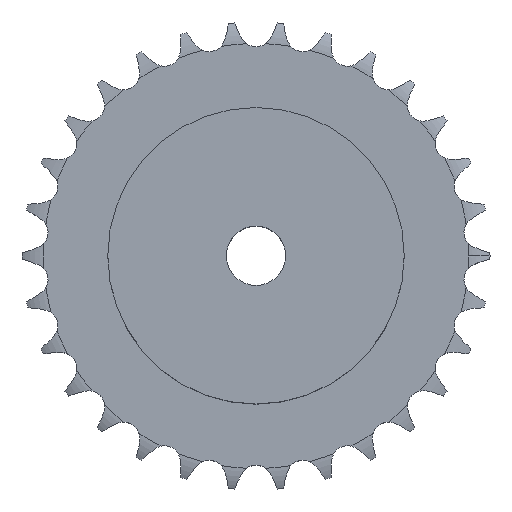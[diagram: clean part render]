
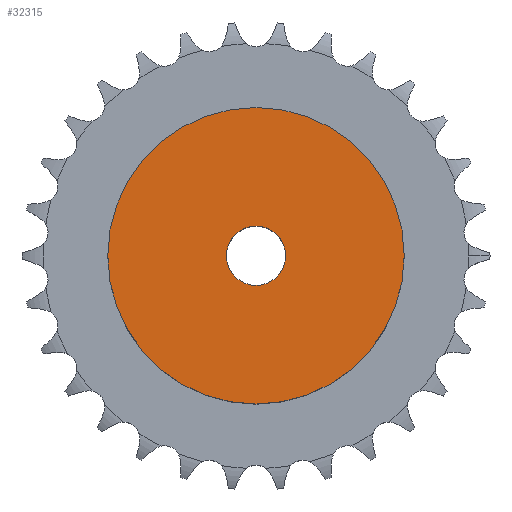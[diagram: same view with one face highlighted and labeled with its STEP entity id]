
A CAD part, top view. The second image highlights one B-rep face of the part: STEP entity #32315.
In plain terms, the highlighted planar face has unit normal (0, 0, 1).
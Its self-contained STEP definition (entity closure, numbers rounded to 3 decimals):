
#3900 = CYLINDRICAL_SURFACE('',#3901,30.);
#3901 = AXIS2_PLACEMENT_3D('',#3902,#3903,#3904);
#3902 = CARTESIAN_POINT('',(0.,0.,0.));
#3903 = DIRECTION('',(-0.,-0.,-1.));
#3904 = DIRECTION('',(1.,0.,0.));
#20434 = VERTEX_POINT('',#20435);
#20435 = CARTESIAN_POINT('',(30.,0.,30.));
#20456 = EDGE_CURVE('',#20434,#20434,#20457,.T.);
#20457 = SURFACE_CURVE('',#20458,(#20463,#20470),.PCURVE_S1.);
#20458 = CIRCLE('',#20459,30.);
#20459 = AXIS2_PLACEMENT_3D('',#20460,#20461,#20462);
#20460 = CARTESIAN_POINT('',(0.,0.,30.));
#20461 = DIRECTION('',(0.,0.,1.));
#20462 = DIRECTION('',(1.,0.,0.));
#20463 = PCURVE('',#3900,#20464);
#20464 = DEFINITIONAL_REPRESENTATION('',(#20465),#20469);
#20465 = LINE('',#20466,#20467);
#20466 = CARTESIAN_POINT('',(-0.,-30.));
#20467 = VECTOR('',#20468,1.);
#20468 = DIRECTION('',(-1.,0.));
#20469 = ( GEOMETRIC_REPRESENTATION_CONTEXT(2) 
PARAMETRIC_REPRESENTATION_CONTEXT() REPRESENTATION_CONTEXT('2D SPACE',''
  ) );
#20470 = PCURVE('',#20471,#20476);
#20471 = PLANE('',#20472);
#20472 = AXIS2_PLACEMENT_3D('',#20473,#20474,#20475);
#20473 = CARTESIAN_POINT('',(0.,0.,30.)
  );
#20474 = DIRECTION('',(0.,0.,1.));
#20475 = DIRECTION('',(1.,0.,0.));
#20476 = DEFINITIONAL_REPRESENTATION('',(#20477),#20481);
#20477 = CIRCLE('',#20478,30.);
#20478 = AXIS2_PLACEMENT_2D('',#20479,#20480);
#20479 = CARTESIAN_POINT('',(0.,0.));
#20480 = DIRECTION('',(1.,0.));
#20481 = ( GEOMETRIC_REPRESENTATION_CONTEXT(2) 
PARAMETRIC_REPRESENTATION_CONTEXT() REPRESENTATION_CONTEXT('2D SPACE',''
  ) );
#27376 = CYLINDRICAL_SURFACE('',#27377,6.);
#27377 = AXIS2_PLACEMENT_3D('',#27378,#27379,#27380);
#27378 = CARTESIAN_POINT('',(0.,0.,146.409));
#27379 = DIRECTION('',(0.,0.,1.));
#27380 = DIRECTION('',(1.,0.,0.));
#32315 = ADVANCED_FACE('',(#32316,#32319),#20471,.T.);
#32316 = FACE_BOUND('',#32317,.T.);
#32317 = EDGE_LOOP('',(#32318));
#32318 = ORIENTED_EDGE('',*,*,#20456,.T.);
#32319 = FACE_BOUND('',#32320,.T.);
#32320 = EDGE_LOOP('',(#32321));
#32321 = ORIENTED_EDGE('',*,*,#32322,.F.);
#32322 = EDGE_CURVE('',#32323,#32323,#32325,.T.);
#32323 = VERTEX_POINT('',#32324);
#32324 = CARTESIAN_POINT('',(6.,0.,30.));
#32325 = SURFACE_CURVE('',#32326,(#32331,#32338),.PCURVE_S1.);
#32326 = CIRCLE('',#32327,6.);
#32327 = AXIS2_PLACEMENT_3D('',#32328,#32329,#32330);
#32328 = CARTESIAN_POINT('',(0.,0.,30.));
#32329 = DIRECTION('',(0.,0.,1.));
#32330 = DIRECTION('',(1.,0.,0.));
#32331 = PCURVE('',#20471,#32332);
#32332 = DEFINITIONAL_REPRESENTATION('',(#32333),#32337);
#32333 = CIRCLE('',#32334,6.);
#32334 = AXIS2_PLACEMENT_2D('',#32335,#32336);
#32335 = CARTESIAN_POINT('',(0.,0.));
#32336 = DIRECTION('',(1.,0.));
#32337 = ( GEOMETRIC_REPRESENTATION_CONTEXT(2) 
PARAMETRIC_REPRESENTATION_CONTEXT() REPRESENTATION_CONTEXT('2D SPACE',''
  ) );
#32338 = PCURVE('',#27376,#32339);
#32339 = DEFINITIONAL_REPRESENTATION('',(#32340),#32344);
#32340 = LINE('',#32341,#32342);
#32341 = CARTESIAN_POINT('',(0.,-116.409));
#32342 = VECTOR('',#32343,1.);
#32343 = DIRECTION('',(1.,0.));
#32344 = ( GEOMETRIC_REPRESENTATION_CONTEXT(2) 
PARAMETRIC_REPRESENTATION_CONTEXT() REPRESENTATION_CONTEXT('2D SPACE',''
  ) );
